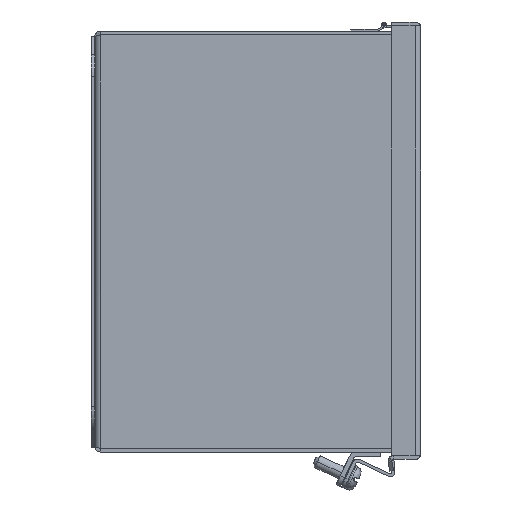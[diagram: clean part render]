
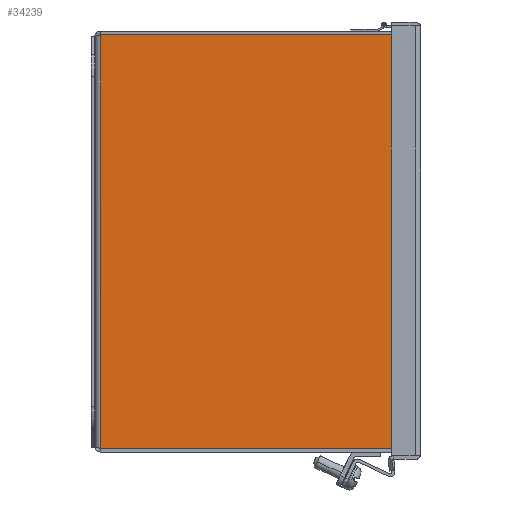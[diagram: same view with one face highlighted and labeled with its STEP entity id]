
A CAD part, front view. The second image highlights one B-rep face of the part: STEP entity #34239.
In plain terms, the highlighted face is planar.
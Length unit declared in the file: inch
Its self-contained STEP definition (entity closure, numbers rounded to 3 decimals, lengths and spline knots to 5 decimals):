
#154 = LINE ( 'NONE', #9785, #7489 ) ;
#396 = LINE ( 'NONE', #31014, #41393 ) ;
#1883 = CARTESIAN_POINT ( 'NONE',  ( 3.91588, -5.892, -7. ) ) ;
#2491 = VERTEX_POINT ( 'NONE', #26535 ) ;
#2518 = VERTEX_POINT ( 'NONE', #6990 ) ;
#2864 = VERTEX_POINT ( 'NONE', #42448 ) ;
#3671 = EDGE_CURVE ( 'NONE', #30445, #40072, #154, .T. ) ;
#4798 = CIRCLE ( 'NONE', #8389, 0.25 ) ;
#6956 = CARTESIAN_POINT ( 'NONE',  ( -3.92789, -5.81545, -7. ) ) ;
#6990 = CARTESIAN_POINT ( 'NONE',  ( 3.92789, -0.108, -7. ) ) ;
#7489 = VECTOR ( 'NONE', #26518, 39.37008 ) ;
#8103 = AXIS2_PLACEMENT_3D ( 'NONE', #28615, #21979, #25003 ) ;
#8389 = AXIS2_PLACEMENT_3D ( 'NONE', #19458, #29130, #22645 ) ;
#8400 = PLANE ( 'NONE',  #8103 ) ;
#8457 = EDGE_CURVE ( 'NONE', #9475, #30445, #27097, .T. ) ;
#8709 = DIRECTION ( 'NONE',  ( 0., -1., 0. ) ) ;
#9317 = VECTOR ( 'NONE', #28229, 39.37008 ) ;
#9475 = VERTEX_POINT ( 'NONE', #6956 ) ;
#9785 = CARTESIAN_POINT ( 'NONE',  ( -27.406, -5.892, -7. ) ) ;
#10473 = ORIENTED_EDGE ( 'NONE', *, *, #8457, .F. ) ;
#11115 = CARTESIAN_POINT ( 'NONE',  ( 3.92789, 0., -7. ) ) ;
#12543 = VECTOR ( 'NONE', #37741, 39.37008 ) ;
#17976 = CARTESIAN_POINT ( 'NONE',  ( -3.92789, 0., -7. ) ) ;
#19458 = CARTESIAN_POINT ( 'NONE',  ( 3.67789, -5.81545, -7. ) ) ;
#19463 = EDGE_CURVE ( 'NONE', #2518, #2491, #396, .T. ) ;
#19611 = AXIS2_PLACEMENT_3D ( 'NONE', #38117, #38534, #8709 ) ;
#20121 = EDGE_CURVE ( 'NONE', #40072, #2864, #4798, .T. ) ;
#21200 = LINE ( 'NONE', #17976, #9317 ) ;
#21769 = ORIENTED_EDGE ( 'NONE', *, *, #36220, .F. ) ;
#21979 = DIRECTION ( 'NONE',  ( 0., 0., 1. ) ) ;
#22645 = DIRECTION ( 'NONE',  ( 1., 0., 0. ) ) ;
#24392 = LINE ( 'NONE', #11115, #12543 ) ;
#25003 = DIRECTION ( 'NONE',  ( 1., 0., 0. ) ) ;
#25265 = ORIENTED_EDGE ( 'NONE', *, *, #20121, .F. ) ;
#26518 = DIRECTION ( 'NONE',  ( 1., 0., 0. ) ) ;
#26535 = CARTESIAN_POINT ( 'NONE',  ( -3.92789, -0.108, -7. ) ) ;
#27097 = CIRCLE ( 'NONE', #19611, 0.25 ) ;
#27868 = FACE_OUTER_BOUND ( 'NONE', #29910, .T. ) ;
#28229 = DIRECTION ( 'NONE',  ( 0., -1., 0. ) ) ;
#28615 = CARTESIAN_POINT ( 'NONE',  ( -27.406, 0., -7. ) ) ;
#29130 = DIRECTION ( 'NONE',  ( 0., 0., 1. ) ) ;
#29910 = EDGE_LOOP ( 'NONE', ( #25265, #34508, #10473, #32529, #41590, #21769 ) ) ;
#30089 = EDGE_CURVE ( 'NONE', #2491, #9475, #21200, .T. ) ;
#30445 = VERTEX_POINT ( 'NONE', #39969 ) ;
#31014 = CARTESIAN_POINT ( 'NONE',  ( 3.892, -0.108, -7. ) ) ;
#32529 = ORIENTED_EDGE ( 'NONE', *, *, #30089, .F. ) ;
#34239 = ADVANCED_FACE ( 'NONE', ( #27868 ), #8400, .F. ) ;
#34371 = DIRECTION ( 'NONE',  ( -1., 0., 0. ) ) ;
#34508 = ORIENTED_EDGE ( 'NONE', *, *, #3671, .F. ) ;
#36220 = EDGE_CURVE ( 'NONE', #2864, #2518, #24392, .T. ) ;
#37741 = DIRECTION ( 'NONE',  ( 0., 1., 0. ) ) ;
#38117 = CARTESIAN_POINT ( 'NONE',  ( -3.67789, -5.81545, -7. ) ) ;
#38534 = DIRECTION ( 'NONE',  ( 0., 0., 1. ) ) ;
#39969 = CARTESIAN_POINT ( 'NONE',  ( -3.91588, -5.892, -7. ) ) ;
#40072 = VERTEX_POINT ( 'NONE', #1883 ) ;
#41393 = VECTOR ( 'NONE', #34371, 39.37008 ) ;
#41590 = ORIENTED_EDGE ( 'NONE', *, *, #19463, .F. ) ;
#42448 = CARTESIAN_POINT ( 'NONE',  ( 3.92789, -5.81545, -7. ) ) ;
